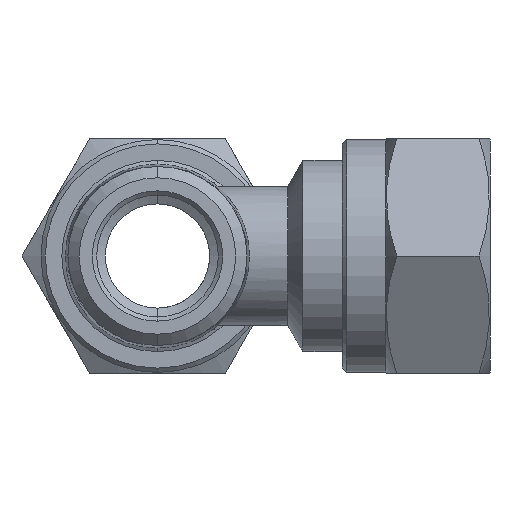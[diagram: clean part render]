
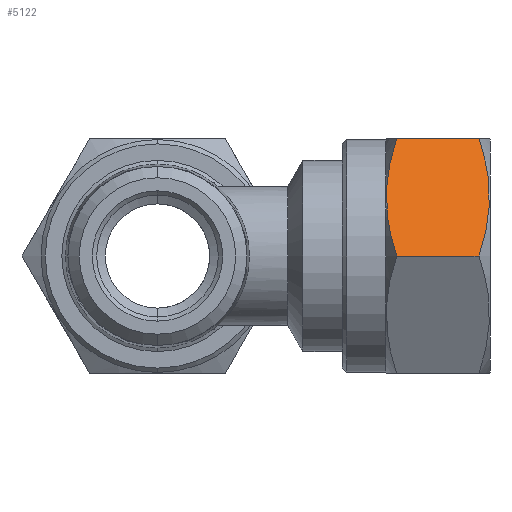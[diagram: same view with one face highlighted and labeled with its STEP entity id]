
A CAD part, front view. The second image highlights one B-rep face of the part: STEP entity #5122.
In plain terms, the highlighted planar face has unit normal (0, -0.866, 0.5).
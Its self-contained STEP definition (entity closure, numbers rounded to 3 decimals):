
#929 = CARTESIAN_POINT ( 'NONE',  ( 36.999, -7.794, 13.5 ) ) ;
#930 = CARTESIAN_POINT ( 'NONE',  ( 37.366, -8.431, 12.398 ) ) ;
#931 = CARTESIAN_POINT ( 'NONE',  ( 37.669, -9.072, 11.288 ) ) ;
#932 = CARTESIAN_POINT ( 'NONE',  ( 38.089, -10.367, 9.044 ) ) ;
#933 = CARTESIAN_POINT ( 'NONE',  ( 38.204, -11.021, 7.911 ) ) ;
#934 = CARTESIAN_POINT ( 'NONE',  ( 38.205, -12.015, 6.189 ) ) ;
#935 = CARTESIAN_POINT ( 'NONE',  ( 38.177, -12.348, 5.612 ) ) ;
#936 = CARTESIAN_POINT ( 'NONE',  ( 38.067, -13.007, 4.472 ) ) ;
#937 = CARTESIAN_POINT ( 'NONE',  ( 37.985, -13.334, 3.905 ) ) ;
#938 = CARTESIAN_POINT ( 'NONE',  ( 37.67, -14.309, 2.216 ) ) ;
#939 = CARTESIAN_POINT ( 'NONE',  ( 37.367, -14.951, 1.104 ) ) ;
#940 = CARTESIAN_POINT ( 'NONE',  ( 36.999, -15.588, 0. ) ) ;
#1002 = CARTESIAN_POINT ( 'NONE',  ( 27.526, -15.588, 0. ) ) ;
#1003 = CARTESIAN_POINT ( 'NONE',  ( 27.159, -14.952, 1.102 ) ) ;
#1004 = CARTESIAN_POINT ( 'NONE',  ( 26.856, -14.311, 2.212 ) ) ;
#1005 = CARTESIAN_POINT ( 'NONE',  ( 26.436, -13.016, 4.456 ) ) ;
#1006 = CARTESIAN_POINT ( 'NONE',  ( 26.321, -12.361, 5.589 ) ) ;
#1007 = CARTESIAN_POINT ( 'NONE',  ( 26.32, -11.367, 7.311 ) ) ;
#1008 = CARTESIAN_POINT ( 'NONE',  ( 26.348, -11.035, 7.888 ) ) ;
#1009 = CARTESIAN_POINT ( 'NONE',  ( 26.458, -10.376, 9.028 ) ) ;
#1010 = CARTESIAN_POINT ( 'NONE',  ( 26.539, -10.049, 9.595 ) ) ;
#1011 = CARTESIAN_POINT ( 'NONE',  ( 26.855, -9.074, 11.284 ) ) ;
#1012 = CARTESIAN_POINT ( 'NONE',  ( 27.158, -8.431, 12.396 ) ) ;
#1013 = CARTESIAN_POINT ( 'NONE',  ( 27.526, -7.794, 13.5 ) ) ;
#1278 = EDGE_CURVE ( 'NONE', #1744, #1707, #1874, .T. ) ;
#1292 = EDGE_CURVE ( 'NONE', #1726, #1754, #5397, .T. ) ;
#1464 = EDGE_CURVE ( 'NONE', #1744, #1754, #1943, .T. ) ;
#1466 = EDGE_CURVE ( 'NONE', #1707, #1726, #1944, .T. ) ;
#1707 = VERTEX_POINT ( 'NONE', #5615 ) ;
#1726 = VERTEX_POINT ( 'NONE', #5634 ) ;
#1744 = VERTEX_POINT ( 'NONE', #5652 ) ;
#1754 = VERTEX_POINT ( 'NONE', #5662 ) ;
#1874 = B_SPLINE_CURVE_WITH_KNOTS ( 'NONE', 3,
 ( #929, #930, #931, #932, #933, #934, #935, #936, #937, #938, #939, #940 ),
 .UNSPECIFIED., .F., .F.,
 ( 4, 2, 2, 2, 2, 4 ),
 ( 0., 0.004, 0.008, 0.01, 0.012, 0.016 ),
 .UNSPECIFIED. ) ;
#1943 = LINE ( 'NONE', #4210, #2277 ) ;
#1944 = LINE ( 'NONE', #4220, #2279 ) ;
#2060 = FACE_OUTER_BOUND ( 'NONE', #3498, .T. ) ;
#2277 = VECTOR ( 'NONE', #4211, 1000. ) ;
#2279 = VECTOR ( 'NONE', #4221, 1000. ) ;
#2528 = AXIS2_PLACEMENT_3D ( 'NONE', #5988, #5989, #5990 ) ;
#3498 = EDGE_LOOP ( 'NONE', ( #4748, #4749, #4750, #4751 ) ) ;
#4210 = CARTESIAN_POINT ( 'NONE',  ( 38.262, -7.794, 13.5 ) ) ;
#4211 = DIRECTION ( 'NONE',  ( -1., 0., 0. ) ) ;
#4220 = CARTESIAN_POINT ( 'NONE',  ( 38.262, -15.588, 0. ) ) ;
#4221 = DIRECTION ( 'NONE',  ( -1., 0., 0. ) ) ;
#4748 = ORIENTED_EDGE ( 'NONE', *, *, #1464, .T. ) ;
#4749 = ORIENTED_EDGE ( 'NONE', *, *, #1292, .F. ) ;
#4750 = ORIENTED_EDGE ( 'NONE', *, *, #1466, .F. ) ;
#4751 = ORIENTED_EDGE ( 'NONE', *, *, #1278, .F. ) ;
#5122 = ADVANCED_FACE ( 'NONE', ( #2060 ), #5987, .F. ) ;
#5397 = B_SPLINE_CURVE_WITH_KNOTS ( 'NONE', 3,
 ( #1002, #1003, #1004, #1005, #1006, #1007, #1008, #1009, #1010, #1011, #1012, #1013 ),
 .UNSPECIFIED., .F., .F.,
 ( 4, 2, 2, 2, 2, 4 ),
 ( 0., 0.004, 0.008, 0.01, 0.012, 0.016 ),
 .UNSPECIFIED. ) ;
#5615 = CARTESIAN_POINT ( 'NONE',  ( 36.999, -15.588, 0. ) ) ;
#5634 = CARTESIAN_POINT ( 'NONE',  ( 27.526, -15.588, 0. ) ) ;
#5652 = CARTESIAN_POINT ( 'NONE',  ( 36.999, -7.794, 13.5 ) ) ;
#5662 = CARTESIAN_POINT ( 'NONE',  ( 27.526, -7.794, 13.5 ) ) ;
#5987 = PLANE ( 'NONE',  #2528 ) ;
#5988 = CARTESIAN_POINT ( 'NONE',  ( 38.262, -7.794, 13.5 ) ) ;
#5989 = DIRECTION ( 'NONE',  ( 0., 0.866, -0.5 ) ) ;
#5990 = DIRECTION ( 'NONE',  ( 0., 0.5, 0.866 ) ) ;
